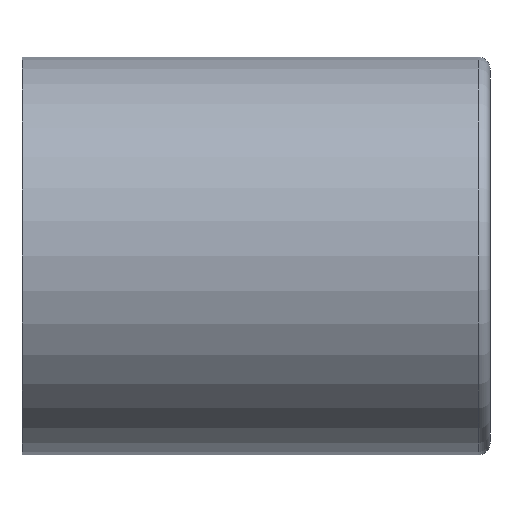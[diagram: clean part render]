
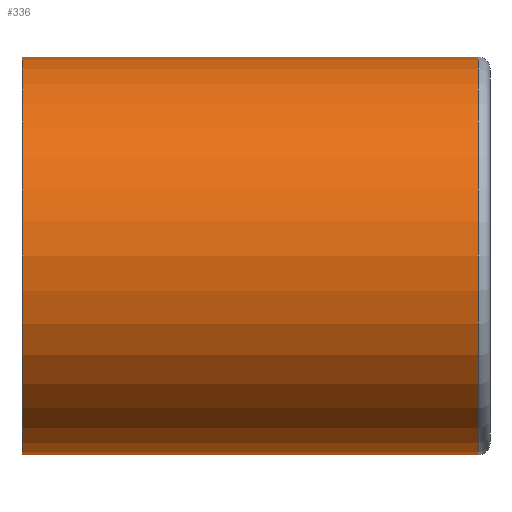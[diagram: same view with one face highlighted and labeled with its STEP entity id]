
A CAD part, front view. The second image highlights one B-rep face of the part: STEP entity #336.
In plain terms, the highlighted cylindrical face has radius 2.159 mm (diameter 4.318 mm), a partial arc.
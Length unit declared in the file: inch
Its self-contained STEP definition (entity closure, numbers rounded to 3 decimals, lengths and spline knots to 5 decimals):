
#1 = CARTESIAN_POINT ( 'NONE',  ( -2., 0., 0. ) ) ;
#36 = DIRECTION ( 'NONE',  ( -1., 0., 0. ) ) ;
#59 = VERTEX_POINT ( 'NONE', #193 ) ;
#66 = AXIS2_PLACEMENT_3D ( 'NONE', #1, #107, #709 ) ;
#101 = VERTEX_POINT ( 'NONE', #395 ) ;
#107 = DIRECTION ( 'NONE',  ( -1., 0., 0. ) ) ;
#127 = CARTESIAN_POINT ( 'NONE',  ( 0.195, 0., 0. ) ) ;
#172 = VERTEX_POINT ( 'NONE', #585 ) ;
#175 = CYLINDRICAL_SURFACE ( 'NONE', #66, 0.085 ) ;
#193 = CARTESIAN_POINT ( 'NONE',  ( 0.195, 0., -0.085 ) ) ;
#197 = CIRCLE ( 'NONE', #306, 0.085 ) ;
#207 = EDGE_LOOP ( 'NONE', ( #568, #684, #663, #377 ) ) ;
#220 = LINE ( 'NONE', #387, #632 ) ;
#254 = EDGE_CURVE ( 'NONE', #59, #692, #220, .T. ) ;
#272 = CARTESIAN_POINT ( 'NONE',  ( -2., 0., 0.085 ) ) ;
#306 = AXIS2_PLACEMENT_3D ( 'NONE', #688, #656, #401 ) ;
#320 = DIRECTION ( 'NONE',  ( -1., 0., 0. ) ) ;
#335 = AXIS2_PLACEMENT_3D ( 'NONE', #127, #666, #626 ) ;
#336 = ADVANCED_FACE ( 'NONE', ( #379 ), #175, .T. ) ;
#377 = ORIENTED_EDGE ( 'NONE', *, *, #526, .F. ) ;
#379 = FACE_OUTER_BOUND ( 'NONE', #207, .T. ) ;
#387 = CARTESIAN_POINT ( 'NONE',  ( -2., 0., -0.085 ) ) ;
#395 = CARTESIAN_POINT ( 'NONE',  ( 0.195, 0., 0.085 ) ) ;
#401 = DIRECTION ( 'NONE',  ( 0., 0., 1. ) ) ;
#406 = LINE ( 'NONE', #272, #559 ) ;
#474 = CARTESIAN_POINT ( 'NONE',  ( 0., 0., -0.085 ) ) ;
#526 = EDGE_CURVE ( 'NONE', #692, #172, #197, .T. ) ;
#549 = CIRCLE ( 'NONE', #335, 0.085 ) ;
#559 = VECTOR ( 'NONE', #320, 39.37008 ) ;
#568 = ORIENTED_EDGE ( 'NONE', *, *, #254, .F. ) ;
#585 = CARTESIAN_POINT ( 'NONE',  ( 0., 0., 0.085 ) ) ;
#608 = EDGE_CURVE ( 'NONE', #59, #101, #549, .T. ) ;
#626 = DIRECTION ( 'NONE',  ( 0., 0., -1. ) ) ;
#632 = VECTOR ( 'NONE', #36, 39.37008 ) ;
#656 = DIRECTION ( 'NONE',  ( -1., 0., 0. ) ) ;
#663 = ORIENTED_EDGE ( 'NONE', *, *, #705, .T. ) ;
#666 = DIRECTION ( 'NONE',  ( -1., 0., 0. ) ) ;
#684 = ORIENTED_EDGE ( 'NONE', *, *, #608, .T. ) ;
#688 = CARTESIAN_POINT ( 'NONE',  ( 0., 0., 0. ) ) ;
#692 = VERTEX_POINT ( 'NONE', #474 ) ;
#705 = EDGE_CURVE ( 'NONE', #101, #172, #406, .T. ) ;
#709 = DIRECTION ( 'NONE',  ( 0., 0., 1. ) ) ;
